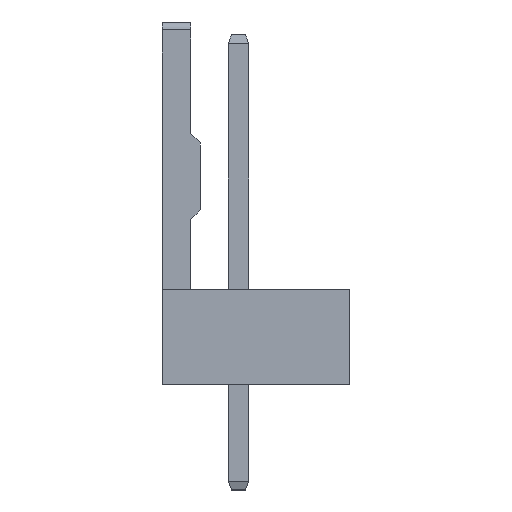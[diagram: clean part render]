
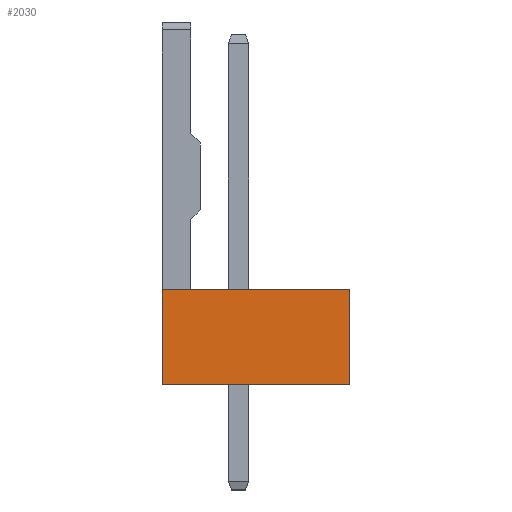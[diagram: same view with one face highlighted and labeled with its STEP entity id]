
A CAD part, left-side view. The second image highlights one B-rep face of the part: STEP entity #2030.
In plain terms, the highlighted planar face has unit normal (-1, 0, 0).
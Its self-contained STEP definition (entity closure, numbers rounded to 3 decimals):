
#153=FACE_OUTER_BOUND('',#263,.T.);
#263=EDGE_LOOP('',(#1524,#1525,#1526,#1527));
#432=LINE('',#3098,#686);
#438=LINE('',#3112,#692);
#444=LINE('',#3122,#698);
#457=LINE('',#3149,#711);
#686=VECTOR('',#2552,1000.);
#692=VECTOR('',#2564,1000.);
#698=VECTOR('',#2572,1000.);
#711=VECTOR('',#2597,1000.);
#904=VERTEX_POINT('',#3095);
#905=VERTEX_POINT('',#3097);
#909=VERTEX_POINT('',#3109);
#910=VERTEX_POINT('',#3111);
#1107=EDGE_CURVE('',#904,#905,#432,.T.);
#1114=EDGE_CURVE('',#910,#909,#438,.T.);
#1120=EDGE_CURVE('',#909,#905,#444,.T.);
#1133=EDGE_CURVE('',#904,#910,#457,.T.);
#1524=ORIENTED_EDGE('',*,*,#1120,.T.);
#1525=ORIENTED_EDGE('',*,*,#1107,.F.);
#1526=ORIENTED_EDGE('',*,*,#1133,.T.);
#1527=ORIENTED_EDGE('',*,*,#1114,.T.);
#1815=PLANE('',#2267);
#2030=ADVANCED_FACE('',(#153),#1815,.T.);
#2267=AXIS2_PLACEMENT_3D('',#3150,#2598,#2599);
#2552=DIRECTION('',(0.,0.,1.));
#2564=DIRECTION('',(0.,0.,1.));
#2572=DIRECTION('',(0.,1.,0.));
#2597=DIRECTION('',(0.,-1.,0.));
#2598=DIRECTION('center_axis',(-1.,0.,0.));
#2599=DIRECTION('ref_axis',(0.,0.,1.));
#3095=CARTESIAN_POINT('',(-1.27,2.4,0.));
#3097=CARTESIAN_POINT('',(-1.27,2.4,3.));
#3098=CARTESIAN_POINT('',(-1.27,2.4,0.));
#3109=CARTESIAN_POINT('',(-1.27,-3.5,3.));
#3111=CARTESIAN_POINT('',(-1.27,-3.5,0.));
#3112=CARTESIAN_POINT('',(-1.27,-3.5,0.));
#3122=CARTESIAN_POINT('',(-1.27,2.4,3.));
#3149=CARTESIAN_POINT('',(-1.27,2.4,0.));
#3150=CARTESIAN_POINT('Origin',(-1.27,2.4,0.));
